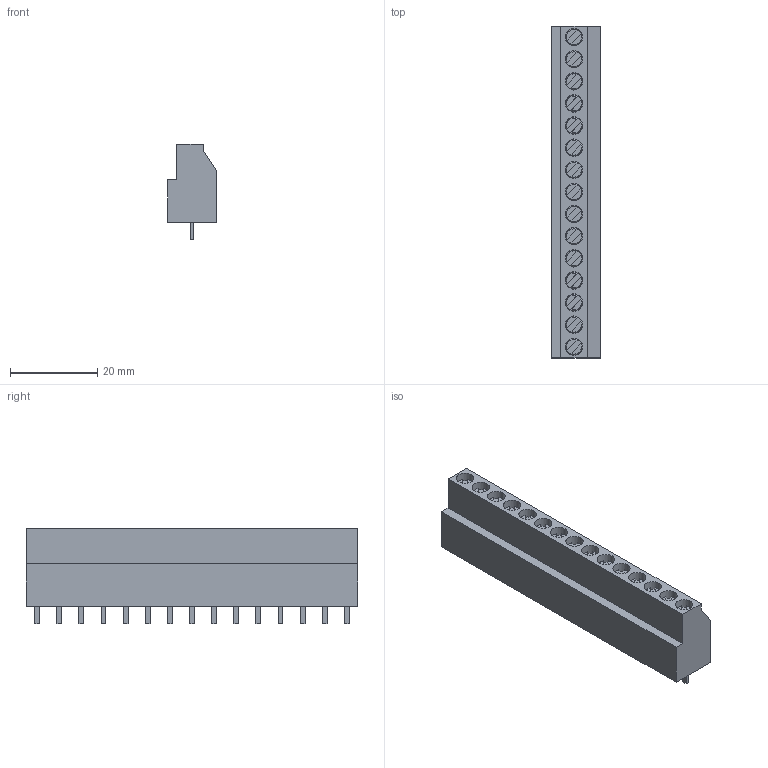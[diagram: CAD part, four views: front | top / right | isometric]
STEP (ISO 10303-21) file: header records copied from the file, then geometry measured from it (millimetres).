
FILE_DESCRIPTION(('STEP AP214'), '1');
FILE_NAME('EHK2V-15P', '2020-07-03T05:43:13', ('pcbdesigner.ru'), ('www.pcbdesigner.ru'), 'ASCON STEP Converter 1.3', 'ASCON Math Kernel', '');
FILE_SCHEMA(('AUTOMOTIVE_DESIGN { 1 0 10303 214 3 1 1}'));
Length unit declared in the file: millimetre
Products named in the file (1): 10
Bounding box: 11.2 x 76.2 x 22 mm (x, y, z)
Volume: 11825.1 mm3; surface area: 6957.1 mm2
Topology: 17 solids, 17 shells, 401 faces, 924 edges, 616 vertices
Faces by surface type: plane 341, cone 30, cylinder 30
Full cylindrical faces by diameter (mm): 3.8 x15, 4 x15
Entity records: 14771 total; most frequent: CARTESIAN_POINT 2242, ORIENTED_EDGE 1848, DIRECTION 1818, EDGE_CURVE 924, LINE 714, VECTOR 714, VERTEX_POINT 616, AXIS2_PLACEMENT_3D 552
